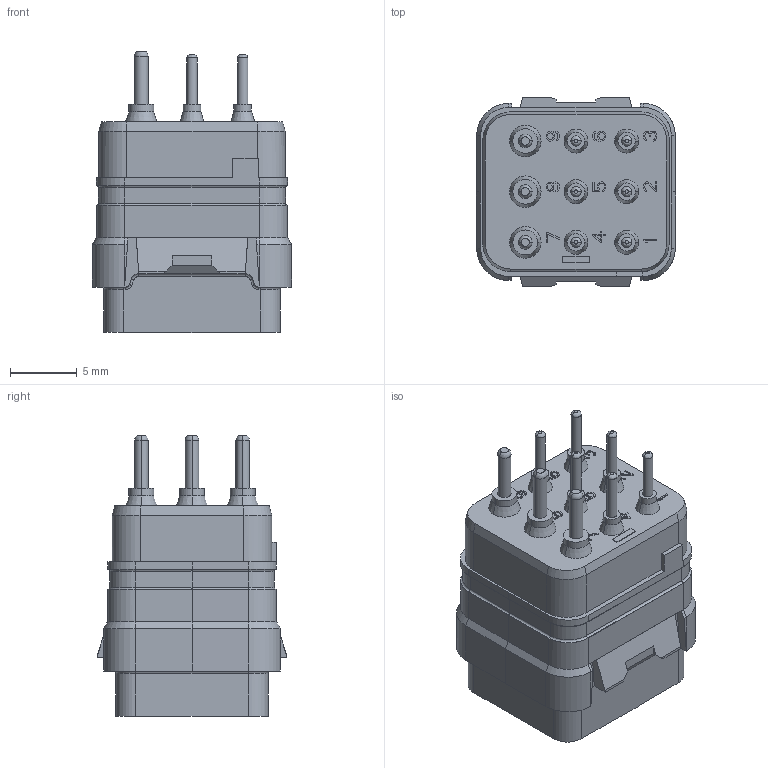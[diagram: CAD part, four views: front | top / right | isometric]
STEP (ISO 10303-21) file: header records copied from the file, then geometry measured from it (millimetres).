
FILE_DESCRIPTION((''),'2;1');
FILE_NAME('SIMM0936PNC','2020-02-04T',('presta_be4'),(''),'CREO PARAMETRIC BY PTC INC, 2018360','CREO PARAMETRIC BY PTC INC, 2018360','');
FILE_SCHEMA(('CONFIG_CONTROL_DESIGN'));
Length unit declared in the file: millimetre
Products named in the file (1): SIMM0936PNC
Bounding box: 15 x 14.2 x 21.19 mm (x, y, z)
Volume: 2217.4 mm3; surface area: 2945 mm2
Topology: 1 solids, 1 shells, 1857 faces, 4504 edges, 2763 vertices
Faces by surface type: plane 913, cylinder 424, torus 230, cone 218, bspline 66, sphere 6
Entity records: 54994 total; most frequent: CARTESIAN_POINT 10821, DIRECTION 9485, ORIENTED_EDGE 8972, EDGE_CURVE 4486, AXIS2_PLACEMENT_3D 3260, VECTOR 2965, LINE 2965, VERTEX_POINT 2763
